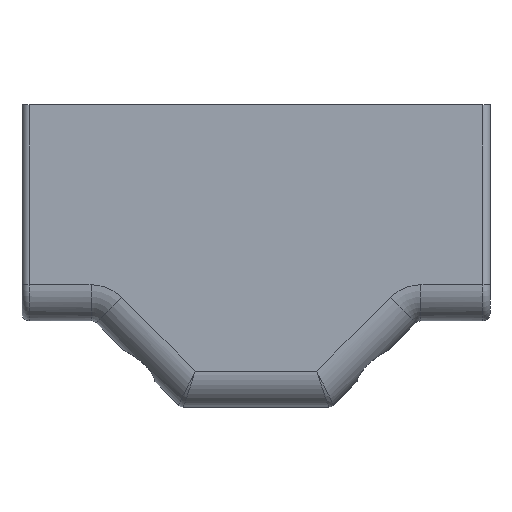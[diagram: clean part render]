
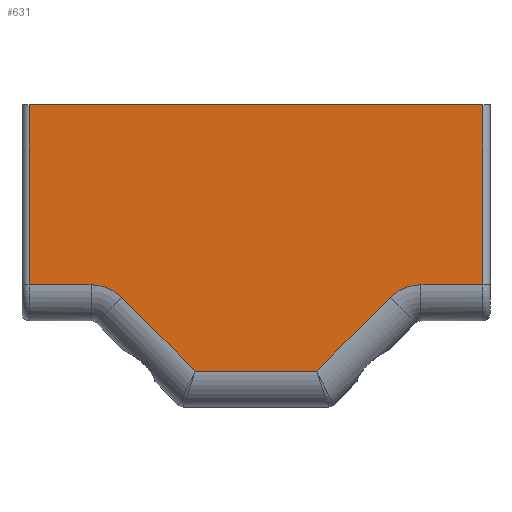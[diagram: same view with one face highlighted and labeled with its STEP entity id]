
A CAD part, top view. The second image highlights one B-rep face of the part: STEP entity #631.
In plain terms, the highlighted planar face has unit normal (0, 0, 1).
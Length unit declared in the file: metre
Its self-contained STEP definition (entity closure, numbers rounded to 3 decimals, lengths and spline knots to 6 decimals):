
#13=LINE('',#1214,#41);
#15=LINE('',#1217,#43);
#17=LINE('',#1225,#45);
#18=LINE('',#1236,#46);
#21=LINE('',#1252,#49);
#31=LINE('',#1286,#59);
#32=LINE('',#1288,#60);
#33=LINE('',#1290,#61);
#41=VECTOR('',#770,1.);
#43=VECTOR('',#774,1.);
#45=VECTOR('',#782,1.);
#46=VECTOR('',#791,1.);
#49=VECTOR('',#800,1.);
#59=VECTOR('',#826,1.);
#60=VECTOR('',#827,1.);
#61=VECTOR('',#828,1.);
#214=ORIENTED_EDGE('',*,*,#364,.T.);
#215=ORIENTED_EDGE('',*,*,#379,.T.);
#216=ORIENTED_EDGE('',*,*,#380,.F.);
#217=ORIENTED_EDGE('',*,*,#381,.T.);
#218=ORIENTED_EDGE('',*,*,#358,.T.);
#219=ORIENTED_EDGE('',*,*,#345,.T.);
#220=ORIENTED_EDGE('',*,*,#348,.T.);
#221=ORIENTED_EDGE('',*,*,#350,.T.);
#222=ORIENTED_EDGE('',*,*,#354,.T.);
#223=ORIENTED_EDGE('',*,*,#357,.T.);
#345=EDGE_CURVE('',#432,#435,#479,.F.);
#348=EDGE_CURVE('',#435,#426,#13,.T.);
#350=EDGE_CURVE('',#426,#428,#15,.F.);
#354=EDGE_CURVE('',#428,#439,#17,.F.);
#357=EDGE_CURVE('',#439,#441,#482,.F.);
#358=EDGE_CURVE('',#442,#432,#18,.F.);
#364=EDGE_CURVE('',#441,#447,#21,.F.);
#379=EDGE_CURVE('',#447,#460,#31,.T.);
#380=EDGE_CURVE('',#461,#460,#32,.T.);
#381=EDGE_CURVE('',#461,#442,#33,.T.);
#426=VERTEX_POINT('',#1096);
#428=VERTEX_POINT('',#1121);
#432=VERTEX_POINT('',#1200);
#435=VERTEX_POINT('',#1208);
#439=VERTEX_POINT('',#1224);
#441=VERTEX_POINT('',#1233);
#442=VERTEX_POINT('',#1237);
#447=VERTEX_POINT('',#1251);
#460=VERTEX_POINT('',#1287);
#461=VERTEX_POINT('',#1289);
#479=CIRCLE('',#679,0.003);
#482=CIRCLE('',#688,0.003);
#530=EDGE_LOOP('',(#214,#215,#216,#217,#218,#219,#220,#221,#222,#223));
#579=FACE_BOUND('',#530,.T.);
#610=PLANE('',#700);
#631=ADVANCED_FACE('',(#579),#610,.T.);
#679=AXIS2_PLACEMENT_3D('',#1209,#763,#764);
#688=AXIS2_PLACEMENT_3D('',#1234,#787,#788);
#700=AXIS2_PLACEMENT_3D('',#1285,#824,#825);
#763=DIRECTION('',(0.,0.,1.));
#764=DIRECTION('',(1.,0.,0.));
#770=DIRECTION('',(0.707,-0.707,0.));
#774=DIRECTION('',(-1.,0.,0.));
#782=DIRECTION('',(-0.707,-0.707,0.));
#787=DIRECTION('',(0.,0.,1.));
#788=DIRECTION('',(1.,0.,0.));
#791=DIRECTION('',(-1.,0.,0.));
#800=DIRECTION('',(-1.,0.,0.));
#824=DIRECTION('',(0.,0.,1.));
#825=DIRECTION('',(1.,0.,0.));
#826=DIRECTION('',(0.,1.,0.));
#827=DIRECTION('',(1.,0.,0.));
#828=DIRECTION('',(0.,-1.,0.));
#1096=CARTESIAN_POINT('',(-0.017964,0.1715,0.005));
#1121=CARTESIAN_POINT('',(-0.009536,0.1715,0.005));
#1200=CARTESIAN_POINT('',(-0.025207,0.1775,0.005));
#1208=CARTESIAN_POINT('',(-0.023086,0.176621,0.005));
#1209=CARTESIAN_POINT('',(-0.025207,0.1745,0.005));
#1214=CARTESIAN_POINT('',(-0.021732,0.175268,0.005));
#1217=CARTESIAN_POINT('',(0.,0.1715,0.005));
#1224=CARTESIAN_POINT('',(-0.004414,0.176621,0.005));
#1225=CARTESIAN_POINT('',(0.007982,0.189018,0.005));
#1233=CARTESIAN_POINT('',(-0.002293,0.1775,0.005));
#1234=CARTESIAN_POINT('',(-0.002293,0.1745,0.005));
#1236=CARTESIAN_POINT('',(0.,0.1775,0.005));
#1237=CARTESIAN_POINT('',(-0.0295,0.1775,0.005));
#1251=CARTESIAN_POINT('',(0.002,0.1775,0.005));
#1252=CARTESIAN_POINT('',(0.,0.1775,0.005));
#1285=CARTESIAN_POINT('',(0.,0.197,0.005));
#1286=CARTESIAN_POINT('',(0.002,0.197,0.005));
#1287=CARTESIAN_POINT('',(0.002,0.19,0.005));
#1288=CARTESIAN_POINT('',(0.,0.19,0.005));
#1289=CARTESIAN_POINT('',(-0.0295,0.19,0.005));
#1290=CARTESIAN_POINT('',(-0.0295,0.1775,0.005));
